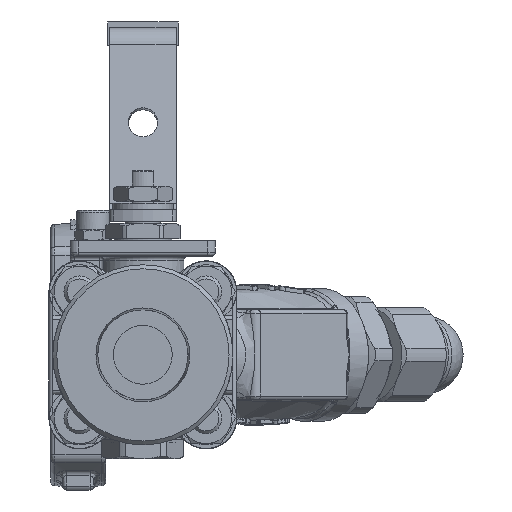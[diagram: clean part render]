
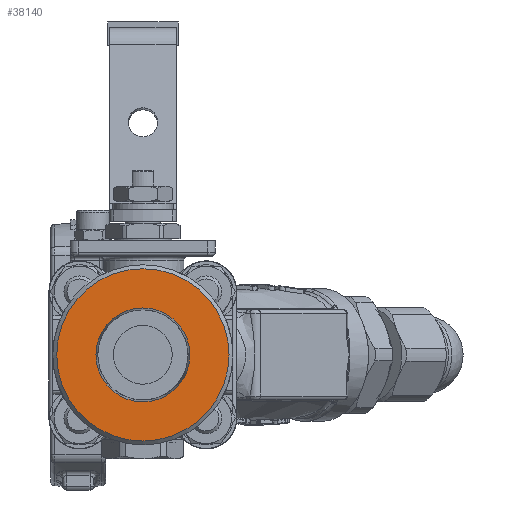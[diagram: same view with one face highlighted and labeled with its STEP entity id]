
A CAD part, left-side view. The second image highlights one B-rep face of the part: STEP entity #38140.
In plain terms, the highlighted planar face has unit normal (-1, 0, 0).
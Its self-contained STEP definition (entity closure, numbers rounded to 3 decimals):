
#3795=FACE_BOUND('',#8227,.T.);
#4277=PLANE('',#41296);
#5771=FACE_OUTER_BOUND('',#8226,.T.);
#8226=EDGE_LOOP('',(#29427));
#8227=EDGE_LOOP('',(#29428));
#14335=CIRCLE('',#41295,11.987);
#14336=CIRCLE('',#41297,22.);
#16918=VERTEX_POINT('',#67884);
#16919=VERTEX_POINT('',#67888);
#21385=EDGE_CURVE('',#16918,#16918,#14335,.T.);
#21387=EDGE_CURVE('',#16919,#16919,#14336,.T.);
#29427=ORIENTED_EDGE('',*,*,#21387,.F.);
#29428=ORIENTED_EDGE('',*,*,#21385,.T.);
#38140=ADVANCED_FACE('',(#5771,#3795),#4277,.T.);
#41295=AXIS2_PLACEMENT_3D('',#67885,#48004,#48005);
#41296=AXIS2_PLACEMENT_3D('',#67887,#48007,#48008);
#41297=AXIS2_PLACEMENT_3D('',#67889,#48009,#48010);
#48004=DIRECTION('center_axis',(1.,0.,0.));
#48005=DIRECTION('ref_axis',(0.,-1.,0.));
#48007=DIRECTION('center_axis',(-1.,0.,0.));
#48008=DIRECTION('ref_axis',(0.,-1.,0.));
#48009=DIRECTION('center_axis',(1.,0.,0.));
#48010=DIRECTION('ref_axis',(0.,1.,0.));
#67884=CARTESIAN_POINT('',(-250.036,30.82,-1.517));
#67885=CARTESIAN_POINT('Origin',(-250.036,18.833,-1.517));
#67887=CARTESIAN_POINT('Origin',(-250.036,18.833,-1.517));
#67888=CARTESIAN_POINT('',(-250.036,-3.167,-1.517));
#67889=CARTESIAN_POINT('Origin',(-250.036,18.833,-1.517));
